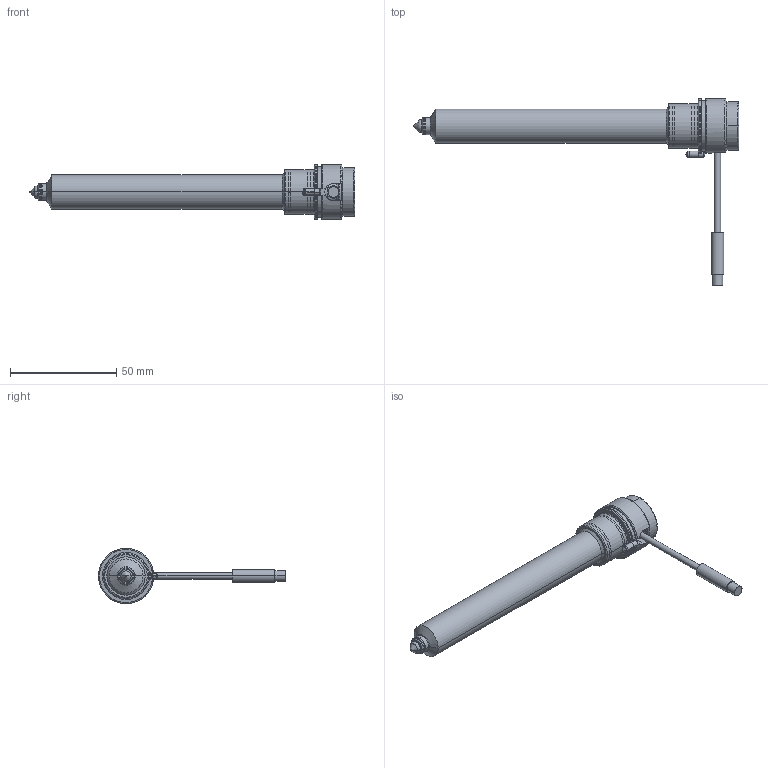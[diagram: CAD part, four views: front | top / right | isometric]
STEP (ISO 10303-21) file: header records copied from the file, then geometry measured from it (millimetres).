
FILE_DESCRIPTION (( 'STEP AP214' ), '1' );
FILE_NAME ('16x134 - dysza - 16134-00.STEP', '2017-05-25T11:35:11', ( '' ), ( '' ), 'SwSTEP 2.0', 'SolidWorks 2016', '' );
FILE_SCHEMA (( 'AUTOMOTIVE_DESIGN' ));
Length unit declared in the file: millimetre
Products named in the file (3): 16x134 - komora_STANDARD; 16x134 - korpus - 16134-02; 16x134 - dysza - 16134-00
Assembly tree (2 placements, depth 2):
  16x134 - dysza - 16134-00
    16x134 - korpus - 16134-02
    16x134 - komora_STANDARD
Bounding box: 153 x 87.95 x 25.96 mm (x, y, z)
Volume: 47266.4 mm3; surface area: 22630.3 mm2
Topology: 5 solids, 9 shells, 307 faces, 819 edges, 522 vertices
Faces by surface type: cylinder 105, torus 67, cone 61, plane 46, bspline 14, sphere 14
Entity records: 16449 total; most frequent: CARTESIAN_POINT 8865, ORIENTED_EDGE 1626, DIRECTION 1537, EDGE_CURVE 813, AXIS2_PLACEMENT_3D 662, VERTEX_POINT 522, CIRCLE 364, EDGE_LOOP 325
